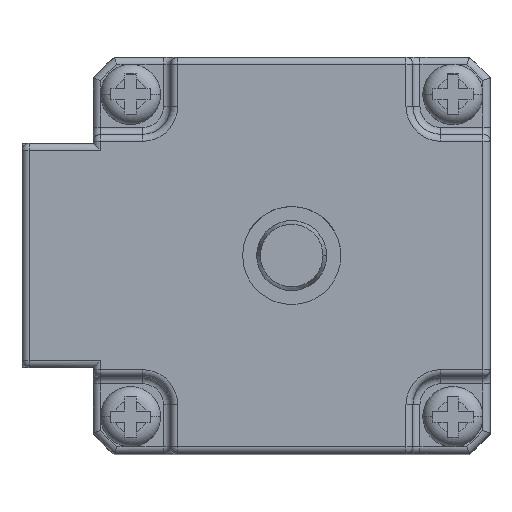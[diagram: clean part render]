
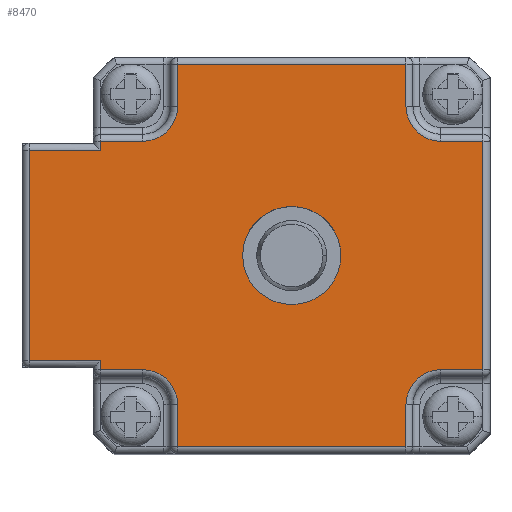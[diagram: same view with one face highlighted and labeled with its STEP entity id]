
A CAD part, top view. The second image highlights one B-rep face of the part: STEP entity #8470.
In plain terms, the highlighted planar face has unit normal (0, 0, 1).
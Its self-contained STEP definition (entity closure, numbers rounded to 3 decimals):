
#942=DIRECTION('',(1.,0.,0.));
#943=VECTOR('',#942,16.3);
#944=CARTESIAN_POINT('',(6.,-27.8,40.));
#945=LINE('',#944,#943);
#1081=DIRECTION('',(1.,0.,0.));
#1082=VECTOR('',#1081,3.);
#1083=CARTESIAN_POINT('',(0.5,-22.3,40.));
#1084=LINE('',#1083,#1082);
#1104=DIRECTION('',(0.,-1.,0.));
#1105=VECTOR('',#1104,3.);
#1106=CARTESIAN_POINT('',(6.,-24.8,40.));
#1107=LINE('',#1106,#1105);
#1446=CARTESIAN_POINT('',(3.5,-3.5,40.));
#1447=DIRECTION('',(0.,0.,1.));
#1448=DIRECTION('',(0.,-1.,0.));
#1449=AXIS2_PLACEMENT_3D('',#1446,#1447,#1448);
#1451=CARTESIAN_POINT('',(24.8,-3.5,40.));
#1452=DIRECTION('',(0.,0.,1.));
#1453=DIRECTION('',(-1.,0.,0.));
#1454=AXIS2_PLACEMENT_3D('',#1451,#1452,#1453);
#1456=CARTESIAN_POINT('',(24.8,-24.8,40.));
#1457=DIRECTION('',(0.,0.,1.));
#1458=DIRECTION('',(0.,1.,0.));
#1459=AXIS2_PLACEMENT_3D('',#1456,#1457,#1458);
#1461=CARTESIAN_POINT('',(3.5,-24.8,40.));
#1462=DIRECTION('',(0.,0.,1.));
#1463=DIRECTION('',(1.,0.,0.));
#1464=AXIS2_PLACEMENT_3D('',#1461,#1462,#1463);
#1466=CARTESIAN_POINT('',(14.15,-14.15,40.));
#1467=DIRECTION('',(0.,0.,1.));
#1468=DIRECTION('',(1.,0.,0.));
#1469=AXIS2_PLACEMENT_3D('',#1466,#1467,#1468);
#1471=CARTESIAN_POINT('',(14.15,-14.15,40.));
#1472=DIRECTION('',(0.,0.,1.));
#1473=DIRECTION('',(-1.,0.,0.));
#1474=AXIS2_PLACEMENT_3D('',#1471,#1472,#1473);
#1476=DIRECTION('',(0.,-1.,0.));
#1477=VECTOR('',#1476,0.65);
#1478=CARTESIAN_POINT('',(0.5,-21.65,40.));
#1479=LINE('',#1478,#1477);
#1484=DIRECTION('',(1.,0.,0.));
#1485=VECTOR('',#1484,5.1);
#1486=CARTESIAN_POINT('',(-4.6,-21.65,40.));
#1487=LINE('',#1486,#1485);
#1516=DIRECTION('',(0.,-1.,0.));
#1517=VECTOR('',#1516,15.);
#1518=CARTESIAN_POINT('',(-4.6,-6.65,40.));
#1519=LINE('',#1518,#1517);
#1539=DIRECTION('',(-1.,0.,0.));
#1540=VECTOR('',#1539,5.1);
#1541=CARTESIAN_POINT('',(0.5,-6.65,40.));
#1542=LINE('',#1541,#1540);
#1547=DIRECTION('',(0.,-1.,0.));
#1548=VECTOR('',#1547,0.65);
#1549=CARTESIAN_POINT('',(0.5,-6.,40.));
#1550=LINE('',#1549,#1548);
#1579=DIRECTION('',(-1.,0.,0.));
#1580=VECTOR('',#1579,3.);
#1581=CARTESIAN_POINT('',(3.5,-6.,40.));
#1582=LINE('',#1581,#1580);
#1602=DIRECTION('',(0.,-1.,0.));
#1603=VECTOR('',#1602,3.);
#1604=CARTESIAN_POINT('',(6.,-0.5,40.));
#1605=LINE('',#1604,#1603);
#1625=DIRECTION('',(-1.,0.,0.));
#1626=VECTOR('',#1625,16.3);
#1627=CARTESIAN_POINT('',(22.3,-0.5,40.));
#1628=LINE('',#1627,#1626);
#1652=DIRECTION('',(0.,1.,0.));
#1653=VECTOR('',#1652,3.);
#1654=CARTESIAN_POINT('',(22.3,-3.5,40.));
#1655=LINE('',#1654,#1653);
#2048=DIRECTION('',(0.,1.,0.));
#2049=VECTOR('',#2048,16.3);
#2050=CARTESIAN_POINT('',(27.8,-22.3,40.));
#2051=LINE('',#2050,#2049);
#2087=DIRECTION('',(0.,1.,0.));
#2088=VECTOR('',#2087,3.);
#2089=CARTESIAN_POINT('',(22.3,-27.8,40.));
#2090=LINE('',#2089,#2088);
#2110=DIRECTION('',(1.,0.,0.));
#2111=VECTOR('',#2110,3.);
#2112=CARTESIAN_POINT('',(24.8,-22.3,40.));
#2113=LINE('',#2112,#2111);
#2448=DIRECTION('',(-1.,0.,0.));
#2449=VECTOR('',#2448,3.);
#2450=CARTESIAN_POINT('',(27.8,-6.,40.));
#2451=LINE('',#2450,#2449);
#5721=CARTESIAN_POINT('',(22.3,-27.8,40.));
#5722=VERTEX_POINT('',#5721);
#5723=CARTESIAN_POINT('',(6.,-27.8,40.));
#5724=VERTEX_POINT('',#5723);
#5743=CARTESIAN_POINT('',(0.5,-22.3,40.));
#5744=VERTEX_POINT('',#5743);
#5746=CARTESIAN_POINT('',(3.5,-22.3,40.));
#5748=VERTEX_POINT('',#5746);
#5749=CARTESIAN_POINT('',(6.,-24.8,40.));
#5751=VERTEX_POINT('',#5749);
#5821=CARTESIAN_POINT('',(0.5,-21.65,40.));
#5822=VERTEX_POINT('',#5821);
#5823=CARTESIAN_POINT('',(-4.6,-21.65,40.));
#5824=VERTEX_POINT('',#5823);
#5825=CARTESIAN_POINT('',(-4.6,-6.65,40.));
#5826=VERTEX_POINT('',#5825);
#5827=CARTESIAN_POINT('',(0.5,-6.65,40.));
#5828=VERTEX_POINT('',#5827);
#5829=CARTESIAN_POINT('',(0.5,-6.,40.));
#5830=VERTEX_POINT('',#5829);
#5831=CARTESIAN_POINT('',(3.5,-6.,40.));
#5832=VERTEX_POINT('',#5831);
#5833=CARTESIAN_POINT('',(6.,-3.5,40.));
#5834=VERTEX_POINT('',#5833);
#5835=CARTESIAN_POINT('',(6.,-0.5,40.));
#5836=VERTEX_POINT('',#5835);
#5837=CARTESIAN_POINT('',(22.3,-0.5,40.));
#5838=VERTEX_POINT('',#5837);
#5839=CARTESIAN_POINT('',(22.3,-3.5,40.));
#5840=VERTEX_POINT('',#5839);
#5841=CARTESIAN_POINT('',(24.8,-6.,40.));
#5842=VERTEX_POINT('',#5841);
#5843=CARTESIAN_POINT('',(27.8,-6.,40.));
#5844=VERTEX_POINT('',#5843);
#5845=CARTESIAN_POINT('',(27.8,-22.3,40.));
#5846=VERTEX_POINT('',#5845);
#5847=CARTESIAN_POINT('',(24.8,-22.3,40.));
#5848=VERTEX_POINT('',#5847);
#5849=CARTESIAN_POINT('',(22.3,-24.8,40.));
#5850=VERTEX_POINT('',#5849);
#5851=CARTESIAN_POINT('',(17.65,-14.15,40.));
#5852=CARTESIAN_POINT('',(10.65,-14.15,40.));
#5853=VERTEX_POINT('',#5851);
#5854=VERTEX_POINT('',#5852);
#8421=CARTESIAN_POINT('',(14.15,-14.15,40.));
#8422=DIRECTION('',(0.,0.,1.));
#8423=DIRECTION('',(1.,0.,0.));
#8424=AXIS2_PLACEMENT_3D('',#8421,#8422,#8423);
#8425=PLANE('',#8424);
#8426=ORIENTED_EDGE('',*,*,#7936,.F.);
#8428=ORIENTED_EDGE('',*,*,#8427,.F.);
#8430=ORIENTED_EDGE('',*,*,#8429,.F.);
#8432=ORIENTED_EDGE('',*,*,#8431,.F.);
#8434=ORIENTED_EDGE('',*,*,#8433,.F.);
#8436=ORIENTED_EDGE('',*,*,#8435,.F.);
#8438=ORIENTED_EDGE('',*,*,#8437,.F.);
#8440=ORIENTED_EDGE('',*,*,#8439,.T.);
#8442=ORIENTED_EDGE('',*,*,#8441,.F.);
#8444=ORIENTED_EDGE('',*,*,#8443,.F.);
#8446=ORIENTED_EDGE('',*,*,#8445,.F.);
#8448=ORIENTED_EDGE('',*,*,#8447,.T.);
#8450=ORIENTED_EDGE('',*,*,#8449,.F.);
#8452=ORIENTED_EDGE('',*,*,#8451,.F.);
#8454=ORIENTED_EDGE('',*,*,#8453,.F.);
#8456=ORIENTED_EDGE('',*,*,#8455,.T.);
#8458=ORIENTED_EDGE('',*,*,#8457,.F.);
#8459=ORIENTED_EDGE('',*,*,#7779,.F.);
#8460=ORIENTED_EDGE('',*,*,#7965,.F.);
#8461=ORIENTED_EDGE('',*,*,#7951,.T.);
#8462=EDGE_LOOP('',(#8426,#8428,#8430,#8432,#8434,#8436,#8438,#8440,#8442,#8444,
#8446,#8448,#8450,#8452,#8454,#8456,#8458,#8459,#8460,#8461));
#8463=FACE_OUTER_BOUND('',#8462,.F.);
#8465=ORIENTED_EDGE('',*,*,#8464,.T.);
#8467=ORIENTED_EDGE('',*,*,#8466,.T.);
#8468=EDGE_LOOP('',(#8465,#8467));
#8469=FACE_BOUND('',#8468,.F.);
#8470=ADVANCED_FACE('',(#8463,#8469),#8425,.T.);
#1450=CIRCLE('',#1449,2.5);
#1455=CIRCLE('',#1454,2.5);
#1460=CIRCLE('',#1459,2.5);
#1465=CIRCLE('',#1464,2.5);
#1470=CIRCLE('',#1469,3.5);
#1475=CIRCLE('',#1474,3.5);
#7779=EDGE_CURVE('',#5724,#5722,#945,.T.);
#7936=EDGE_CURVE('',#5744,#5748,#1084,.T.);
#7951=EDGE_CURVE('',#5751,#5748,#1465,.T.);
#7965=EDGE_CURVE('',#5751,#5724,#1107,.T.);
#8427=EDGE_CURVE('',#5822,#5744,#1479,.T.);
#8429=EDGE_CURVE('',#5824,#5822,#1487,.T.);
#8431=EDGE_CURVE('',#5826,#5824,#1519,.T.);
#8433=EDGE_CURVE('',#5828,#5826,#1542,.T.);
#8435=EDGE_CURVE('',#5830,#5828,#1550,.T.);
#8437=EDGE_CURVE('',#5832,#5830,#1582,.T.);
#8439=EDGE_CURVE('',#5832,#5834,#1450,.T.);
#8441=EDGE_CURVE('',#5836,#5834,#1605,.T.);
#8443=EDGE_CURVE('',#5838,#5836,#1628,.T.);
#8445=EDGE_CURVE('',#5840,#5838,#1655,.T.);
#8447=EDGE_CURVE('',#5840,#5842,#1455,.T.);
#8449=EDGE_CURVE('',#5844,#5842,#2451,.T.);
#8451=EDGE_CURVE('',#5846,#5844,#2051,.T.);
#8453=EDGE_CURVE('',#5848,#5846,#2113,.T.);
#8455=EDGE_CURVE('',#5848,#5850,#1460,.T.);
#8457=EDGE_CURVE('',#5722,#5850,#2090,.T.);
#8464=EDGE_CURVE('',#5853,#5854,#1470,.T.);
#8466=EDGE_CURVE('',#5854,#5853,#1475,.T.);
